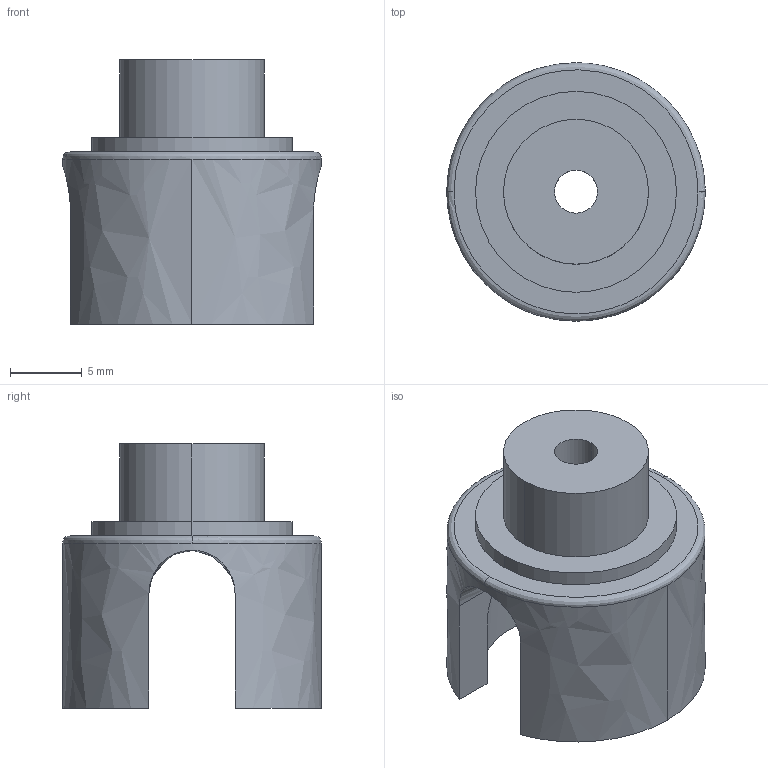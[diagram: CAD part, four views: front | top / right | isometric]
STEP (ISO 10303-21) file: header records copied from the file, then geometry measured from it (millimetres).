
FILE_DESCRIPTION(/* description */ ('STEP AP242','CAx-IF Rec.Pracs.---Representation and Presentation of Product Manufacturing Information (PMI)---4.0---2014-10-13','CAx-IF Rec.Pracs.---3D Tessellated Geometry---0.4---2014-09-14','2;1','CAx-IF Rec.Pracs.---User Defined Attributes---1.5---2016-08-15'),/* implementation_level */ '2;1');
FILE_NAME(/* name */ '69164b8c1f191bfae696c9b3',/* time_stamp */ '2025-11-13T21:20:12Z',/* author */ (''),/* organization */ (''),/* preprocessor_version */ 'ST-DEVELOPER v20',/* originating_system */ 'ONSHAPE BY PTC INC, 1.206',/* authorisation */ ' ');
FILE_SCHEMA (('AP242_MANAGED_MODEL_BASED_3D_ENGINEERING_MIM_LF { 1 0 10303 442 1 1 4 }'));
Length unit declared in the file: millimetre
Products named in the file (1): Gearbox CV Joint
Bounding box: 18 x 18 x 18.41 mm (x, y, z)
Volume: 1914 mm3; surface area: 1707.9 mm2
Topology: 1 solids, 1 shells, 32 faces, 90 edges, 60 vertices
Faces by surface type: bspline 32
Entity records: 1413 total; most frequent: CARTESIAN_POINT 692, ORIENTED_EDGE 176, DIRECTION 106, EDGE_CURVE 88, VERTEX_POINT 60, AXIS2_PLACEMENT_3D 39, CIRCLE 38, EDGE_LOOP 36
